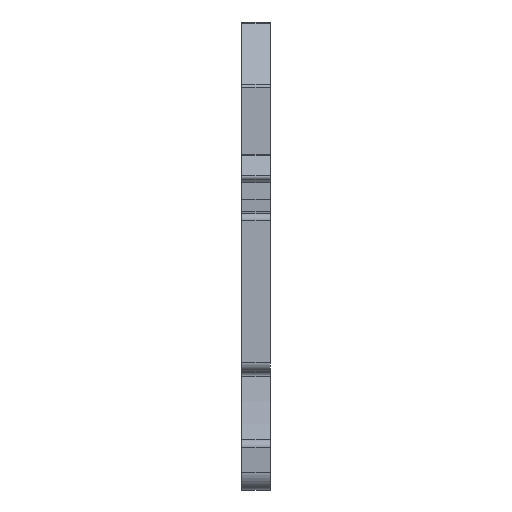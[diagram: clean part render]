
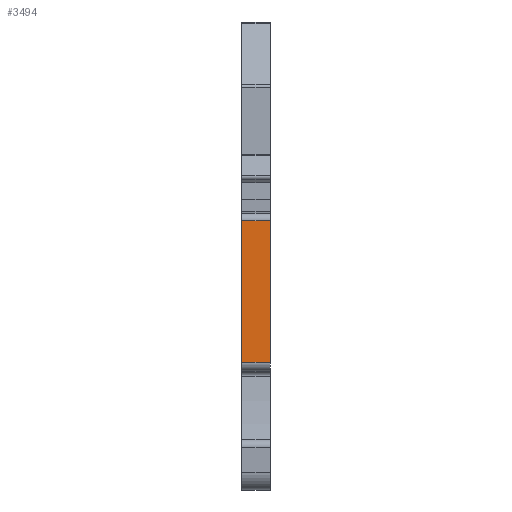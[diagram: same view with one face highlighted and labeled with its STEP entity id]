
A CAD part, front view. The second image highlights one B-rep face of the part: STEP entity #3494.
In plain terms, the highlighted planar face has unit normal (0, -1, 0).
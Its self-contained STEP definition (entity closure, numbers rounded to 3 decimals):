
#3481=AXIS2_PLACEMENT_3D('Plane Axis2P3D',#3478,#3479,#3480) ;
#451=CARTESIAN_POINT('Vertex',(3.,1.53,28.35)) ;
#454=CARTESIAN_POINT('Line Origine',(3.,1.53,20.9)) ;
#458=CARTESIAN_POINT('Vertex',(3.,1.53,13.45)) ;
#2096=CARTESIAN_POINT('Vertex',(0.,1.53,13.45)) ;
#2099=CARTESIAN_POINT('Line Origine',(0.,1.53,20.9)) ;
#2103=CARTESIAN_POINT('Vertex',(0.,1.53,28.35)) ;
#3466=CARTESIAN_POINT('Line Origine',(2.11,1.53,28.35)) ;
#3478=CARTESIAN_POINT('Axis2P3D Location',(0.,1.53,25.75)) ;
#3483=CARTESIAN_POINT('Line Origine',(1.5,1.53,13.45)) ;
#455=DIRECTION('Vector Direction',(0.,0.,-1.)) ;
#2100=DIRECTION('Vector Direction',(0.,0.,-1.)) ;
#3467=DIRECTION('Vector Direction',(-1.,0.,0.)) ;
#3479=DIRECTION('Axis2P3D Direction',(0.,-1.,0.)) ;
#3480=DIRECTION('Axis2P3D XDirection',(0.,0.,-1.)) ;
#3484=DIRECTION('Vector Direction',(-1.,0.,0.)) ;
#456=VECTOR('Line Direction',#455,1.) ;
#2101=VECTOR('Line Direction',#2100,1.) ;
#3468=VECTOR('Line Direction',#3467,1.) ;
#3485=VECTOR('Line Direction',#3484,1.) ;
#3489=ORIENTED_EDGE('',*,*,#3470,.F.) ;
#3490=ORIENTED_EDGE('',*,*,#2105,.F.) ;
#3491=ORIENTED_EDGE('',*,*,#3487,.T.) ;
#3492=ORIENTED_EDGE('',*,*,#460,.F.) ;
#3494=ADVANCED_FACE('APP_ITB_2-5_BB_2C-NDT_BL_PLM001785',(#3493),#3482,.T.) ;
#460=EDGE_CURVE('',#452,#459,#457,.T.) ;
#2105=EDGE_CURVE('',#2097,#2104,#2102,.F.) ;
#3470=EDGE_CURVE('',#2104,#452,#3469,.F.) ;
#3487=EDGE_CURVE('',#2097,#459,#3486,.F.) ;
#3488=EDGE_LOOP('',(#3489,#3490,#3491,#3492)) ;
#3493=FACE_OUTER_BOUND('',#3488,.T.) ;
#457=LINE('Line',#454,#456) ;
#2102=LINE('Line',#2099,#2101) ;
#3469=LINE('Line',#3466,#3468) ;
#3486=LINE('Line',#3483,#3485) ;
#3482=PLANE('',#3481) ;
#452=VERTEX_POINT('',#451) ;
#459=VERTEX_POINT('',#458) ;
#2097=VERTEX_POINT('',#2096) ;
#2104=VERTEX_POINT('',#2103) ;
